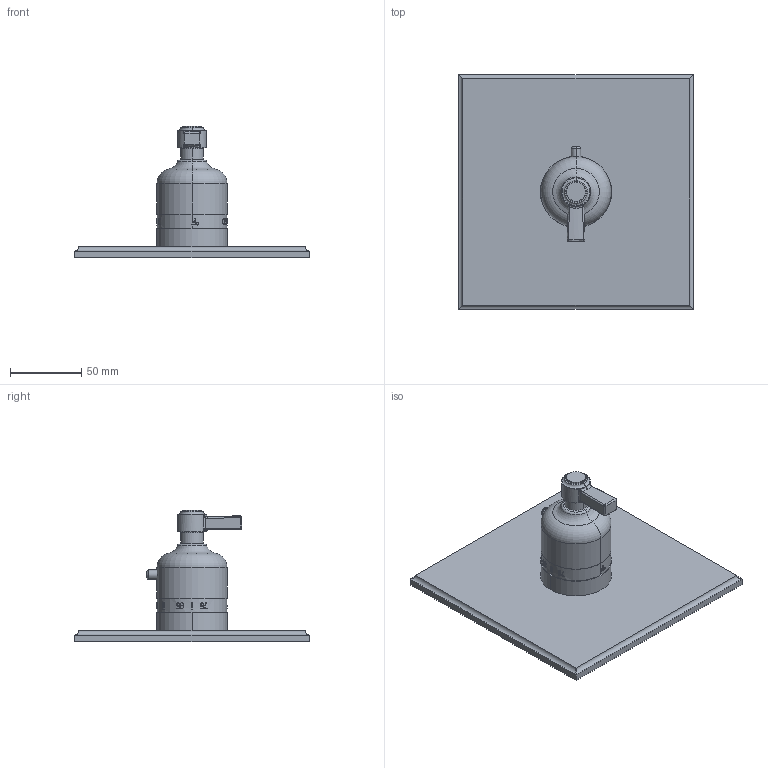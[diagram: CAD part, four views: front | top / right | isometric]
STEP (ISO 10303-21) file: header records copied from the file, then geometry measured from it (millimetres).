
FILE_DESCRIPTION((''),'2;1');
FILE_NAME('3-914TS','2020-12-04T13:48:14',('jinson.thomas'),(''),'CREO PARAMETRIC BY PTC INC, 2018400','CREO PARAMETRIC BY PTC INC, 2018400','');
FILE_SCHEMA(('CONFIG_CONTROL_DESIGN'));
Length unit declared in the file: inch
Products named in the file (1): 3-914TS
Bounding box: 165.1 x 165.1 x 92.67 mm (x, y, z)
Volume: 325525.3 mm3; surface area: 69804.6 mm2
Topology: 1 solids, 1 shells, 425 faces, 1150 edges, 750 vertices
Faces by surface type: plane 338, cylinder 45, bspline 22, torus 14, sphere 6
Entity records: 14069 total; most frequent: CARTESIAN_POINT 4202, ORIENTED_EDGE 2296, DIRECTION 1672, EDGE_CURVE 1148, VERTEX_POINT 750, AXIS2_PLACEMENT_3D 597, VECTOR 478, LINE 478
